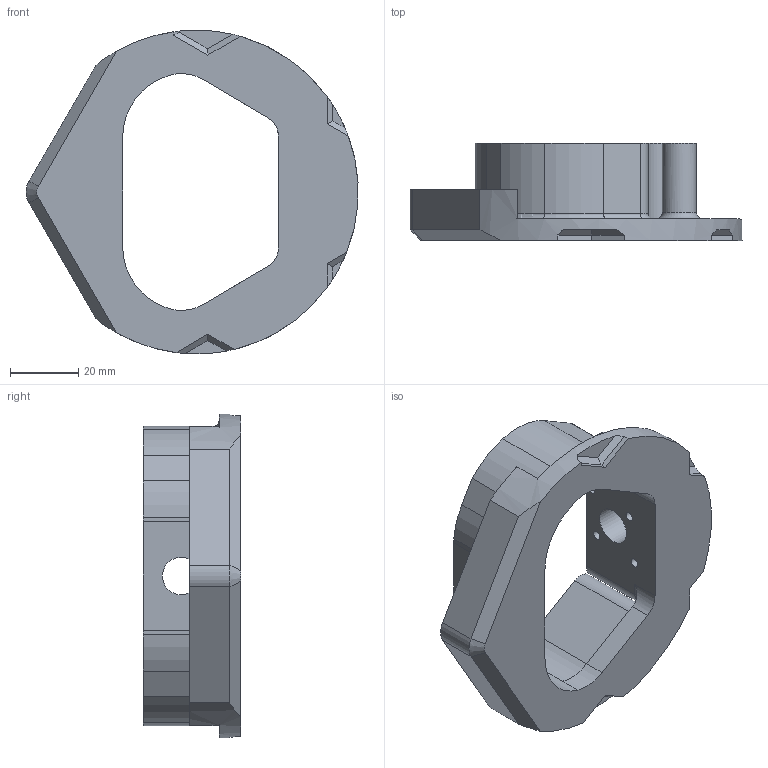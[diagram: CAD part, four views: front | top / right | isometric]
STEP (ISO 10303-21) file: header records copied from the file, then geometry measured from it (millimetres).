
FILE_DESCRIPTION(/* description */ (''),/* implementation_level */ '2;1');
FILE_NAME(/* name */ 'WhirlWax_WheelTest_TPU.step',/* time_stamp */ '2023-05-28T14:30:53-04:00',/* author */ (''),/* organization */ (''),/* preprocessor_version */ 'ST-DEVELOPER v19.2',/* originating_system */ 'Autodesk Translation Framework v12.4.0.73',/* authorisation */ '');
FILE_SCHEMA (('AUTOMOTIVE_DESIGN { 1 0 10303 214 3 1 1 }'));
Length unit declared in the file: millimetre
Products named in the file (1): Whirlwax_-_3lb_Meltybrain_-_Team_HoneyCracked
Bounding box: 97.42 x 28.57 x 94.99 mm (x, y, z)
Volume: 74739.2 mm3; surface area: 23662.7 mm2
Topology: 1 solids, 1 shells, 103 faces, 270 edges, 171 vertices
Faces by surface type: plane 51, cylinder 40, torus 11, cone 1
Full cylindrical faces by diameter (mm): 2.659 x4, 3.81 x3, 10.998 x1, 11 x1
Entity records: 3308 total; most frequent: CARTESIAN_POINT 624, DIRECTION 584, ORIENTED_EDGE 540, EDGE_CURVE 270, AXIS2_PLACEMENT_3D 219, VERTEX_POINT 171, LINE 146, VECTOR 146
